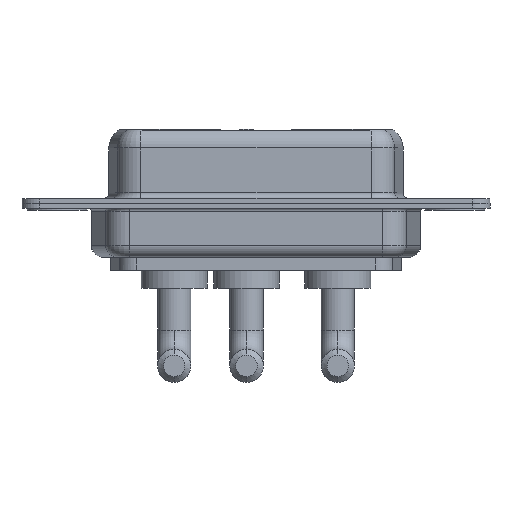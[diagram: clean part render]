
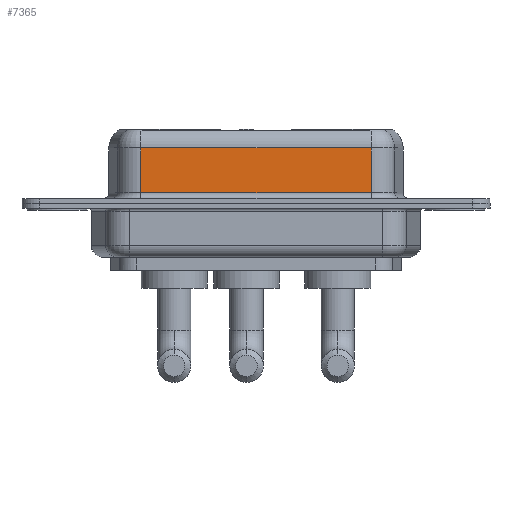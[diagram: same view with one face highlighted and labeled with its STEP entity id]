
A CAD part, front view. The second image highlights one B-rep face of the part: STEP entity #7365.
In plain terms, the highlighted planar face has unit normal (0, -1, 0).
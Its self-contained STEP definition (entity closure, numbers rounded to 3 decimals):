
#497 = VERTEX_POINT ( 'NONE', #1397 ) ;
#621 = DIRECTION ( 'NONE',  ( -1., 0., 0. ) ) ;
#745 = VECTOR ( 'NONE', #9392, 1000. ) ;
#923 = CARTESIAN_POINT ( 'NONE',  ( 26.287, -3.95, 6.4 ) ) ;
#948 = ORIENTED_EDGE ( 'NONE', *, *, #3794, .T. ) ;
#1014 = LINE ( 'NONE', #3676, #9409 ) ;
#1206 = EDGE_CURVE ( 'NONE', #5841, #11041, #1593, .T. ) ;
#1397 = CARTESIAN_POINT ( 'NONE',  ( 7.013, -3.95, 0.9 ) ) ;
#1481 = VECTOR ( 'NONE', #8264, 1000. ) ;
#1593 = LINE ( 'NONE', #10709, #1831 ) ;
#1650 = FACE_OUTER_BOUND ( 'NONE', #8051, .T. ) ;
#1831 = VECTOR ( 'NONE', #621, 1000. ) ;
#3123 = CARTESIAN_POINT ( 'NONE',  ( 7.013, -3.95, 4.65 ) ) ;
#3205 = ORIENTED_EDGE ( 'NONE', *, *, #1206, .T. ) ;
#3550 = ORIENTED_EDGE ( 'NONE', *, *, #4631, .F. ) ;
#3676 = CARTESIAN_POINT ( 'NONE',  ( 7.013, -3.95, 6.4 ) ) ;
#3794 = EDGE_CURVE ( 'NONE', #11041, #497, #1014, .T. ) ;
#4282 = VERTEX_POINT ( 'NONE', #10511 ) ;
#4550 = LINE ( 'NONE', #923, #1481 ) ;
#4631 = EDGE_CURVE ( 'NONE', #5841, #4282, #4550, .T. ) ;
#5266 = DIRECTION ( 'NONE',  ( 0., 0., 1. ) ) ;
#5731 = ORIENTED_EDGE ( 'NONE', *, *, #10423, .T. ) ;
#5841 = VERTEX_POINT ( 'NONE', #6541 ) ;
#6120 = DIRECTION ( 'NONE',  ( 0., 1., 0. ) ) ;
#6541 = CARTESIAN_POINT ( 'NONE',  ( 26.287, -3.95, 4.65 ) ) ;
#7365 = ADVANCED_FACE ( 'NONE', ( #1650 ), #10086, .F. ) ;
#7959 = CARTESIAN_POINT ( 'NONE',  ( 26.287, -3.95, 6.4 ) ) ;
#8051 = EDGE_LOOP ( 'NONE', ( #3550, #3205, #948, #5731 ) ) ;
#8264 = DIRECTION ( 'NONE',  ( 0., 0., -1. ) ) ;
#8378 = CARTESIAN_POINT ( 'NONE',  ( 26.287, -3.95, 0.9 ) ) ;
#9392 = DIRECTION ( 'NONE',  ( 1., 0., 0. ) ) ;
#9409 = VECTOR ( 'NONE', #11093, 1000. ) ;
#9799 = AXIS2_PLACEMENT_3D ( 'NONE', #7959, #6120, #5266 ) ;
#10086 = PLANE ( 'NONE',  #9799 ) ;
#10309 = LINE ( 'NONE', #8378, #745 ) ;
#10423 = EDGE_CURVE ( 'NONE', #497, #4282, #10309, .T. ) ;
#10511 = CARTESIAN_POINT ( 'NONE',  ( 26.287, -3.95, 0.9 ) ) ;
#10709 = CARTESIAN_POINT ( 'NONE',  ( 26.287, -3.95, 4.65 ) ) ;
#11041 = VERTEX_POINT ( 'NONE', #3123 ) ;
#11093 = DIRECTION ( 'NONE',  ( 0., 0., -1. ) ) ;
